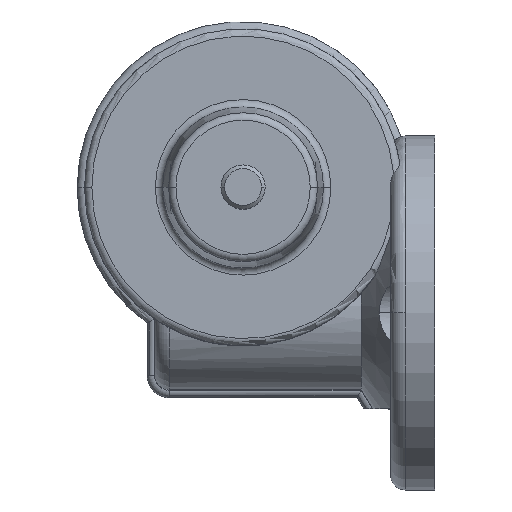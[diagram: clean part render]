
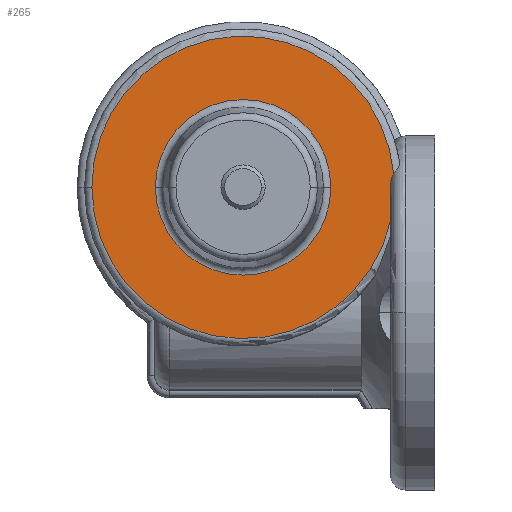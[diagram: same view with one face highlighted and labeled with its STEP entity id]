
A CAD part, top view. The second image highlights one B-rep face of the part: STEP entity #265.
In plain terms, the highlighted planar face has unit normal (0, 0, 1).
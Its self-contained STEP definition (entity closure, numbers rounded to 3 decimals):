
#265=ADVANCED_FACE('',(#546,#547),#548,.T.);
#546=FACE_OUTER_BOUND('',#841,.T.);
#547=FACE_BOUND('',#842,.T.);
#548=PLANE('',#843);
#841=EDGE_LOOP('',(#1538,#1539,#1540,#1541));
#842=EDGE_LOOP('',(#1542,#1543));
#843=AXIS2_PLACEMENT_3D('',#1544,#1545,#1546);
#1538=ORIENTED_EDGE('',*,*,#1980,.F.);
#1539=ORIENTED_EDGE('',*,*,#1753,.F.);
#1540=ORIENTED_EDGE('',*,*,#1984,.T.);
#1541=ORIENTED_EDGE('',*,*,#1936,.F.);
#1542=ORIENTED_EDGE('',*,*,#1997,.F.);
#1543=ORIENTED_EDGE('',*,*,#1847,.F.);
#1544=CARTESIAN_POINT('',(21.5,0.0,13.5));
#1545=DIRECTION('',(0.0,0.0,1.0));
#1546=DIRECTION('',(1.0,0.0,0.0));
#1753=EDGE_CURVE('',#2093,#2096,#2097,.T.);
#1847=EDGE_CURVE('',#2248,#2250,#2251,.T.);
#1936=EDGE_CURVE('',#2372,#2374,#2375,.T.);
#1980=EDGE_CURVE('',#2096,#2372,#2428,.T.);
#1984=EDGE_CURVE('',#2093,#2374,#2432,.T.);
#1997=EDGE_CURVE('',#2250,#2248,#2446,.T.);
#2093=VERTEX_POINT('',#2558);
#2096=VERTEX_POINT('',#2561);
#2097=LINE('',#2562,#2563);
#2248=VERTEX_POINT('',#3061);
#2250=VERTEX_POINT('',#3063);
#2251=CIRCLE('',#3064,11.9);
#2372=VERTEX_POINT('',#3309);
#2374=VERTEX_POINT('',#3311);
#2375=CIRCLE('',#3312,20.5);
#2428=CIRCLE('',#3489,20.5);
#2432=B_SPLINE_CURVE_WITH_KNOTS('',3,(#3502,#3503,#3504,#3505,#3506,#3507,#3508,#3509,#3510,#3511),.UNSPECIFIED.,.F.,.F.,(4,2,2,2,4),(10.173,10.671,11.169,11.605,11.672),.UNSPECIFIED.);
#2446=CIRCLE('',#3555,11.9);
#2558=CARTESIAN_POINT('',(20.0,0.371,13.5));
#2561=CARTESIAN_POINT('',(20.0,-4.5,13.5));
#2562=CARTESIAN_POINT('',(20.0,-18.75,13.5));
#2563=VECTOR('',#3656,1.0);
#3061=CARTESIAN_POINT('',(-11.9,0.,13.5));
#3063=CARTESIAN_POINT('',(11.9,0.0,13.5));
#3064=AXIS2_PLACEMENT_3D('',#3810,#3811,#3812);
#3309=CARTESIAN_POINT('',(-20.5,0.,13.5));
#3311=CARTESIAN_POINT('',(20.413,1.888,13.5));
#3312=AXIS2_PLACEMENT_3D('',#3950,#3951,#3952);
#3489=AXIS2_PLACEMENT_3D('',#3986,#3987,#3988);
#3502=CARTESIAN_POINT('',(20.0,0.371,13.5));
#3503=CARTESIAN_POINT('',(20.0,0.537,13.5));
#3504=CARTESIAN_POINT('',(20.014,0.719,13.5));
#3505=CARTESIAN_POINT('',(20.075,1.076,13.5));
#3506=CARTESIAN_POINT('',(20.122,1.252,13.5));
#3507=CARTESIAN_POINT('',(20.229,1.544,13.5));
#3508=CARTESIAN_POINT('',(20.295,1.689,13.5));
#3509=CARTESIAN_POINT('',(20.388,1.847,13.5));
#3510=CARTESIAN_POINT('',(20.4,1.868,13.5));
#3511=CARTESIAN_POINT('',(20.413,1.888,13.5));
#3555=AXIS2_PLACEMENT_3D('',#4002,#4003,#4004);
#3656=DIRECTION('',(0.0,-1.0,0.0));
#3810=CARTESIAN_POINT('',(0.,0.0,13.5));
#3811=DIRECTION('',(0.0,0.0,1.0));
#3812=DIRECTION('',(-1.0,0.,0.0));
#3950=CARTESIAN_POINT('',(0.,0.0,13.5));
#3951=DIRECTION('',(-0.0,0.0,-1.0));
#3952=DIRECTION('',(-1.0,0.,0.0));
#3986=CARTESIAN_POINT('',(0.,0.0,13.5));
#3987=DIRECTION('',(-0.0,0.0,-1.0));
#3988=DIRECTION('',(-1.0,0.,0.0));
#4002=CARTESIAN_POINT('',(0.,0.0,13.5));
#4003=DIRECTION('',(0.0,0.0,1.0));
#4004=DIRECTION('',(-1.0,0.,0.0));
